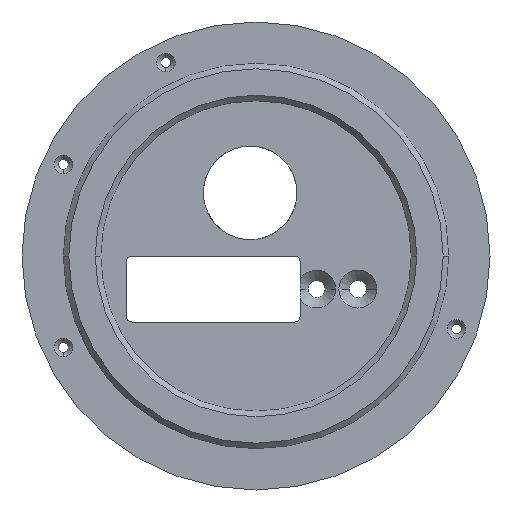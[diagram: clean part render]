
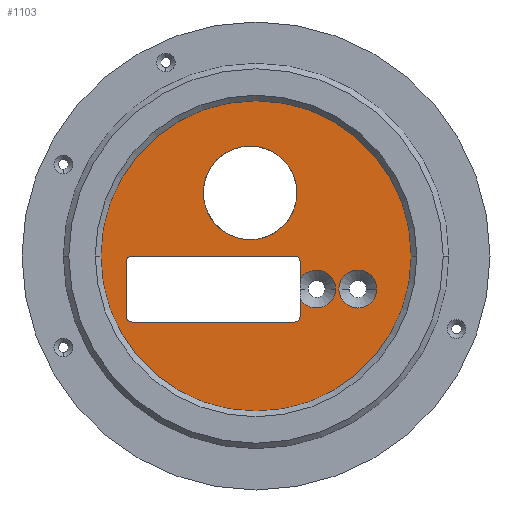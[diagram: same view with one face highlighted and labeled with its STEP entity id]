
A CAD part, front view. The second image highlights one B-rep face of the part: STEP entity #1103.
In plain terms, the highlighted planar face has unit normal (0, -1, 0).
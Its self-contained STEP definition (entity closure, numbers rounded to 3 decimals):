
#225=CARTESIAN_POINT('',(0.,-2.,0.));
#226=DIRECTION('',(0.,1.,0.));
#227=DIRECTION('',(-1.,0.,0.));
#228=AXIS2_PLACEMENT_3D('',#225,#226,#227);
#243=CARTESIAN_POINT('',(-1.07,-2.,2.967));
#244=CARTESIAN_POINT('',(-2.183,-2.,2.967));
#245=CARTESIAN_POINT('',(-4.408,-2.,3.41));
#246=CARTESIAN_POINT('',(-7.237,-2.,5.301));
#247=CARTESIAN_POINT('',(-9.128,-2.,8.13));
#248=CARTESIAN_POINT('',(-9.792,-2.,11.467));
#249=CARTESIAN_POINT('',(-9.128,-2.,14.805));
#250=CARTESIAN_POINT('',(-7.237,-2.,17.634));
#251=CARTESIAN_POINT('',(-4.408,-2.,19.525));
#252=CARTESIAN_POINT('',(-2.183,-2.,19.967));
#253=CARTESIAN_POINT('',(-1.07,-2.,19.967));
#255=CARTESIAN_POINT('',(-1.07,-2.,19.967));
#256=CARTESIAN_POINT('',(0.042,-2.,19.967));
#257=CARTESIAN_POINT('',(2.267,-2.,19.525));
#258=CARTESIAN_POINT('',(5.097,-2.,17.634));
#259=CARTESIAN_POINT('',(6.987,-2.,14.805));
#260=CARTESIAN_POINT('',(7.651,-2.,11.467));
#261=CARTESIAN_POINT('',(6.987,-2.,8.13));
#262=CARTESIAN_POINT('',(5.097,-2.,5.301));
#263=CARTESIAN_POINT('',(2.267,-2.,3.41));
#264=CARTESIAN_POINT('',(0.042,-2.,2.967));
#265=CARTESIAN_POINT('',(-1.07,-2.,2.967));
#267=CARTESIAN_POINT('',(18.5,-2.,-6.));
#268=DIRECTION('',(0.,1.,0.));
#269=DIRECTION('',(-1.,0.,0.));
#270=AXIS2_PLACEMENT_3D('',#267,#268,#269);
#272=CARTESIAN_POINT('',(18.5,-2.,-6.));
#273=DIRECTION('',(0.,1.,0.));
#274=DIRECTION('',(1.,0.,0.));
#275=AXIS2_PLACEMENT_3D('',#272,#273,#274);
#277=DIRECTION('',(0.,0.,1.));
#278=VECTOR('',#277,3.296);
#279=CARTESIAN_POINT('',(8.,-2.,-4.296));
#280=LINE('',#279,#278);
#281=CARTESIAN_POINT('',(7.,-2.,-1.));
#282=DIRECTION('',(0.,1.,0.));
#283=DIRECTION('',(0.,0.,1.));
#284=AXIS2_PLACEMENT_3D('',#281,#282,#283);
#286=DIRECTION('',(1.,0.,0.));
#287=VECTOR('',#286,29.5);
#288=CARTESIAN_POINT('',(-22.5,-2.,0.));
#289=LINE('',#288,#287);
#290=CARTESIAN_POINT('',(-22.5,-2.,-1.));
#291=DIRECTION('',(0.,1.,0.));
#292=DIRECTION('',(-1.,0.,0.));
#293=AXIS2_PLACEMENT_3D('',#290,#291,#292);
#295=DIRECTION('',(0.,0.,1.));
#296=VECTOR('',#295,10.);
#297=CARTESIAN_POINT('',(-23.5,-2.,-11.));
#298=LINE('',#297,#296);
#299=CARTESIAN_POINT('',(-22.5,-2.,-11.));
#300=DIRECTION('',(0.,1.,0.));
#301=DIRECTION('',(0.,0.,-1.));
#302=AXIS2_PLACEMENT_3D('',#299,#300,#301);
#304=DIRECTION('',(-1.,0.,0.));
#305=VECTOR('',#304,29.5);
#306=CARTESIAN_POINT('',(7.,-2.,-12.));
#307=LINE('',#306,#305);
#308=CARTESIAN_POINT('',(7.,-2.,-11.));
#309=DIRECTION('',(0.,1.,0.));
#310=DIRECTION('',(1.,0.,0.));
#311=AXIS2_PLACEMENT_3D('',#308,#309,#310);
#313=DIRECTION('',(0.,0.,1.));
#314=VECTOR('',#313,3.296);
#315=CARTESIAN_POINT('',(8.,-2.,-11.));
#316=LINE('',#315,#314);
#317=CARTESIAN_POINT('',(11.,-2.,-6.));
#318=DIRECTION('',(0.,1.,0.));
#319=DIRECTION('',(1.,0.,0.));
#320=AXIS2_PLACEMENT_3D('',#317,#318,#319);
#322=CARTESIAN_POINT('',(11.,-2.,-6.));
#323=DIRECTION('',(0.,1.,0.));
#324=DIRECTION('',(-0.87,0.,0.494));
#325=AXIS2_PLACEMENT_3D('',#322,#323,#324);
#327=CARTESIAN_POINT('',(0.,-2.,0.));
#328=DIRECTION('',(0.,1.,0.));
#329=DIRECTION('',(1.,0.,0.));
#330=AXIS2_PLACEMENT_3D('',#327,#328,#329);
#421=CARTESIAN_POINT('',(8.,-2.,-4.296));
#433=CARTESIAN_POINT('',(8.,-2.,-7.704));
#762=VERTEX_POINT('',#433);
#767=CARTESIAN_POINT('',(14.45,-2.,-6.));
#768=VERTEX_POINT('',#767);
#769=VERTEX_POINT('',#421);
#774=CARTESIAN_POINT('',(15.05,-2.,-6.));
#775=CARTESIAN_POINT('',(21.95,-2.,-6.));
#776=VERTEX_POINT('',#774);
#777=VERTEX_POINT('',#775);
#778=VERTEX_POINT('',#243);
#779=VERTEX_POINT('',#253);
#780=CARTESIAN_POINT('',(8.,-2.,-11.));
#781=CARTESIAN_POINT('',(7.,-2.,-12.));
#782=VERTEX_POINT('',#780);
#783=VERTEX_POINT('',#781);
#784=CARTESIAN_POINT('',(-22.5,-2.,-12.));
#785=VERTEX_POINT('',#784);
#786=CARTESIAN_POINT('',(-23.5,-2.,-11.));
#787=VERTEX_POINT('',#786);
#788=CARTESIAN_POINT('',(-23.5,-2.,-1.));
#789=VERTEX_POINT('',#788);
#790=CARTESIAN_POINT('',(-22.5,-2.,0.));
#791=VERTEX_POINT('',#790);
#792=CARTESIAN_POINT('',(7.,-2.,0.));
#793=VERTEX_POINT('',#792);
#794=CARTESIAN_POINT('',(8.,-2.,-1.));
#795=VERTEX_POINT('',#794);
#798=CARTESIAN_POINT('',(28.2,-2.,0.));
#799=CARTESIAN_POINT('',(-28.2,-2.,0.));
#800=VERTEX_POINT('',#798);
#801=VERTEX_POINT('',#799);
#1057=CARTESIAN_POINT('',(0.,-2.,0.));
#1058=DIRECTION('',(0.,-1.,0.));
#1059=DIRECTION('',(-1.,0.,0.));
#1060=AXIS2_PLACEMENT_3D('',#1057,#1058,#1059);
#1061=PLANE('',#1060);
#1063=ORIENTED_EDGE('',*,*,#1062,.T.);
#1064=ORIENTED_EDGE('',*,*,#1047,.T.);
#1065=EDGE_LOOP('',(#1063,#1064));
#1066=FACE_OUTER_BOUND('',#1065,.F.);
#1068=ORIENTED_EDGE('',*,*,#1067,.F.);
#1070=ORIENTED_EDGE('',*,*,#1069,.F.);
#1071=EDGE_LOOP('',(#1068,#1070));
#1072=FACE_BOUND('',#1071,.F.);
#1074=ORIENTED_EDGE('',*,*,#1073,.F.);
#1076=ORIENTED_EDGE('',*,*,#1075,.F.);
#1077=EDGE_LOOP('',(#1074,#1076));
#1078=FACE_BOUND('',#1077,.F.);
#1080=ORIENTED_EDGE('',*,*,#1079,.T.);
#1082=ORIENTED_EDGE('',*,*,#1081,.F.);
#1084=ORIENTED_EDGE('',*,*,#1083,.F.);
#1086=ORIENTED_EDGE('',*,*,#1085,.F.);
#1088=ORIENTED_EDGE('',*,*,#1087,.F.);
#1090=ORIENTED_EDGE('',*,*,#1089,.F.);
#1092=ORIENTED_EDGE('',*,*,#1091,.F.);
#1094=ORIENTED_EDGE('',*,*,#1093,.F.);
#1096=ORIENTED_EDGE('',*,*,#1095,.T.);
#1098=ORIENTED_EDGE('',*,*,#1097,.F.);
#1100=ORIENTED_EDGE('',*,*,#1099,.F.);
#1101=EDGE_LOOP('',(#1080,#1082,#1084,#1086,#1088,#1090,#1092,#1094,#1096,#1098,
#1100));
#1102=FACE_BOUND('',#1101,.F.);
#1103=ADVANCED_FACE('',(#1066,#1072,#1078,#1102),#1061,.T.);
#229=CIRCLE('',#228,28.2);
#254=B_SPLINE_CURVE_WITH_KNOTS('',3,(#243,#244,#245,#246,#247,#248,#249,#250,
#251,#252,#253),.UNSPECIFIED.,.F.,.F.,(4,1,1,1,1,1,1,1,4),(0.,0.125,0.25,
0.375,0.5,0.625,0.75,0.875,1.),.UNSPECIFIED.);
#266=B_SPLINE_CURVE_WITH_KNOTS('',3,(#255,#256,#257,#258,#259,#260,#261,#262,
#263,#264,#265),.UNSPECIFIED.,.F.,.F.,(4,1,1,1,1,1,1,1,4),(0.,0.125,0.25,
0.375,0.5,0.625,0.75,0.875,1.),.UNSPECIFIED.);
#271=CIRCLE('',#270,3.45);
#276=CIRCLE('',#275,3.45);
#285=CIRCLE('',#284,1.);
#294=CIRCLE('',#293,1.);
#303=CIRCLE('',#302,1.);
#312=CIRCLE('',#311,1.);
#321=CIRCLE('',#320,3.45);
#326=CIRCLE('',#325,3.45);
#331=CIRCLE('',#330,28.2);
#1047=EDGE_CURVE('',#801,#800,#229,.T.);
#1062=EDGE_CURVE('',#800,#801,#331,.T.);
#1067=EDGE_CURVE('',#778,#779,#254,.T.);
#1069=EDGE_CURVE('',#779,#778,#266,.T.);
#1073=EDGE_CURVE('',#776,#777,#271,.T.);
#1075=EDGE_CURVE('',#777,#776,#276,.T.);
#1079=EDGE_CURVE('',#769,#795,#280,.T.);
#1081=EDGE_CURVE('',#793,#795,#285,.T.);
#1083=EDGE_CURVE('',#791,#793,#289,.T.);
#1085=EDGE_CURVE('',#789,#791,#294,.T.);
#1087=EDGE_CURVE('',#787,#789,#298,.T.);
#1089=EDGE_CURVE('',#785,#787,#303,.T.);
#1091=EDGE_CURVE('',#783,#785,#307,.T.);
#1093=EDGE_CURVE('',#782,#783,#312,.T.);
#1095=EDGE_CURVE('',#782,#762,#316,.T.);
#1097=EDGE_CURVE('',#768,#762,#321,.T.);
#1099=EDGE_CURVE('',#769,#768,#326,.T.);
